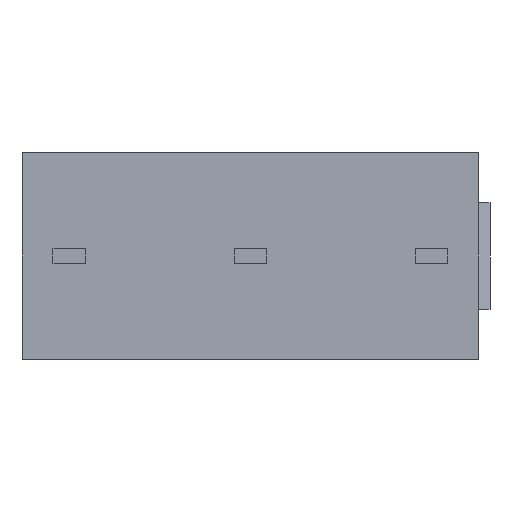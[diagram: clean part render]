
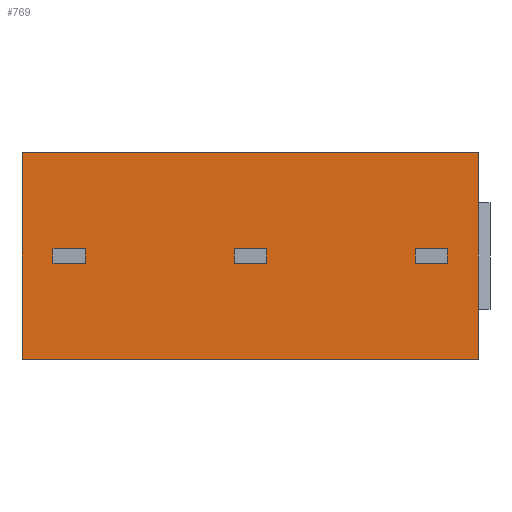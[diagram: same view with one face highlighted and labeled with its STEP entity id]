
A CAD part, front view. The second image highlights one B-rep face of the part: STEP entity #769.
In plain terms, the highlighted planar face has unit normal (0, -1, 0).
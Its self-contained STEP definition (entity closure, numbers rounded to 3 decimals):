
#26=FACE_BOUND('',#127,.T.);
#27=FACE_BOUND('',#128,.T.);
#28=FACE_BOUND('',#129,.T.);
#83=FACE_OUTER_BOUND('',#126,.T.);
#126=EDGE_LOOP('',(#590,#591,#592,#593));
#127=EDGE_LOOP('',(#594,#595,#596,#597));
#128=EDGE_LOOP('',(#598,#599,#600,#601));
#129=EDGE_LOOP('',(#602,#603,#604,#605));
#169=LINE('',#1115,#260);
#172=LINE('',#1120,#263);
#174=LINE('',#1125,#265);
#177=LINE('',#1130,#268);
#179=LINE('',#1135,#270);
#182=LINE('',#1141,#273);
#185=LINE('',#1146,#276);
#187=LINE('',#1149,#278);
#188=LINE('',#1152,#279);
#190=LINE('',#1155,#281);
#191=LINE('',#1157,#282);
#192=LINE('',#1159,#283);
#202=LINE('',#1197,#293);
#203=LINE('',#1199,#294);
#204=LINE('',#1201,#295);
#205=LINE('',#1202,#296);
#260=VECTOR('',#900,1000.);
#263=VECTOR('',#905,1000.);
#265=VECTOR('',#909,1000.);
#268=VECTOR('',#914,1000.);
#270=VECTOR('',#918,1000.);
#273=VECTOR('',#923,1000.);
#276=VECTOR('',#928,1000.);
#278=VECTOR('',#932,1000.);
#279=VECTOR('',#935,1000.);
#281=VECTOR('',#939,1000.);
#282=VECTOR('',#942,1000.);
#283=VECTOR('',#945,1000.);
#293=VECTOR('',#983,1000.);
#294=VECTOR('',#984,1000.);
#295=VECTOR('',#985,1000.);
#296=VECTOR('',#986,1000.);
#351=VERTEX_POINT('',#1113);
#352=VERTEX_POINT('',#1114);
#353=VERTEX_POINT('',#1119);
#354=VERTEX_POINT('',#1123);
#355=VERTEX_POINT('',#1124);
#356=VERTEX_POINT('',#1129);
#357=VERTEX_POINT('',#1133);
#358=VERTEX_POINT('',#1134);
#359=VERTEX_POINT('',#1139);
#360=VERTEX_POINT('',#1140);
#361=VERTEX_POINT('',#1145);
#362=VERTEX_POINT('',#1151);
#375=VERTEX_POINT('',#1195);
#376=VERTEX_POINT('',#1196);
#377=VERTEX_POINT('',#1198);
#378=VERTEX_POINT('',#1200);
#419=EDGE_CURVE('',#351,#352,#169,.T.);
#422=EDGE_CURVE('',#353,#351,#172,.T.);
#424=EDGE_CURVE('',#354,#355,#174,.T.);
#427=EDGE_CURVE('',#355,#356,#177,.T.);
#429=EDGE_CURVE('',#357,#358,#179,.T.);
#432=EDGE_CURVE('',#359,#360,#182,.T.);
#435=EDGE_CURVE('',#361,#353,#185,.T.);
#437=EDGE_CURVE('',#352,#361,#187,.T.);
#438=EDGE_CURVE('',#362,#354,#188,.T.);
#440=EDGE_CURVE('',#360,#357,#190,.T.);
#441=EDGE_CURVE('',#356,#362,#191,.T.);
#442=EDGE_CURVE('',#358,#359,#192,.T.);
#460=EDGE_CURVE('',#375,#376,#202,.T.);
#461=EDGE_CURVE('',#377,#376,#203,.T.);
#462=EDGE_CURVE('',#378,#377,#204,.T.);
#463=EDGE_CURVE('',#378,#375,#205,.T.);
#590=ORIENTED_EDGE('',*,*,#460,.T.);
#591=ORIENTED_EDGE('',*,*,#461,.F.);
#592=ORIENTED_EDGE('',*,*,#462,.F.);
#593=ORIENTED_EDGE('',*,*,#463,.T.);
#594=ORIENTED_EDGE('',*,*,#435,.F.);
#595=ORIENTED_EDGE('',*,*,#437,.F.);
#596=ORIENTED_EDGE('',*,*,#419,.F.);
#597=ORIENTED_EDGE('',*,*,#422,.F.);
#598=ORIENTED_EDGE('',*,*,#432,.F.);
#599=ORIENTED_EDGE('',*,*,#442,.F.);
#600=ORIENTED_EDGE('',*,*,#429,.F.);
#601=ORIENTED_EDGE('',*,*,#440,.F.);
#602=ORIENTED_EDGE('',*,*,#424,.F.);
#603=ORIENTED_EDGE('',*,*,#438,.F.);
#604=ORIENTED_EDGE('',*,*,#441,.F.);
#605=ORIENTED_EDGE('',*,*,#427,.F.);
#727=PLANE('',#848);
#769=ADVANCED_FACE('',(#83,#26,#27,#28),#727,.F.);
#848=AXIS2_PLACEMENT_3D('',#1194,#981,#982);
#900=DIRECTION('',(0.,0.,-1.));
#905=DIRECTION('',(-1.,0.,0.));
#909=DIRECTION('',(0.,0.,-1.));
#914=DIRECTION('',(1.,0.,0.));
#918=DIRECTION('',(0.,0.,1.));
#923=DIRECTION('',(0.,0.,-1.));
#928=DIRECTION('',(0.,0.,1.));
#932=DIRECTION('',(1.,0.,0.));
#935=DIRECTION('',(-1.,0.,0.));
#939=DIRECTION('',(1.,0.,0.));
#942=DIRECTION('',(0.,0.,1.));
#945=DIRECTION('',(-1.,0.,0.));
#981=DIRECTION('center_axis',(0.,1.,0.));
#982=DIRECTION('ref_axis',(-1.,0.,0.));
#983=DIRECTION('',(1.,0.,0.));
#984=DIRECTION('',(0.,0.,-1.));
#985=DIRECTION('',(1.,0.,0.));
#986=DIRECTION('',(0.,0.,-1.));
#1113=CARTESIAN_POINT('',(-8.78,-1.5,0.2));
#1114=CARTESIAN_POINT('',(-8.78,-1.5,-0.2));
#1115=CARTESIAN_POINT('',(-8.78,-1.5,0.2));
#1119=CARTESIAN_POINT('',(-7.88,-1.5,0.2));
#1120=CARTESIAN_POINT('',(-7.88,-1.5,0.2));
#1123=CARTESIAN_POINT('',(-3.7,-1.5,0.2));
#1124=CARTESIAN_POINT('',(-3.7,-1.5,-0.2));
#1125=CARTESIAN_POINT('',(-3.7,-1.5,0.2));
#1129=CARTESIAN_POINT('',(-2.8,-1.5,-0.2));
#1130=CARTESIAN_POINT('',(-3.7,-1.5,-0.2));
#1133=CARTESIAN_POINT('',(2.28,-1.5,-0.2));
#1134=CARTESIAN_POINT('',(2.28,-1.5,0.2));
#1135=CARTESIAN_POINT('',(2.28,-1.5,0.2));
#1139=CARTESIAN_POINT('',(1.38,-1.5,0.2));
#1140=CARTESIAN_POINT('',(1.38,-1.5,-0.2));
#1141=CARTESIAN_POINT('',(1.38,-1.5,0.2));
#1145=CARTESIAN_POINT('',(-7.88,-1.5,-0.2));
#1146=CARTESIAN_POINT('',(-7.88,-1.5,0.2));
#1149=CARTESIAN_POINT('',(-7.88,-1.5,-0.2));
#1151=CARTESIAN_POINT('',(-2.8,-1.5,0.2));
#1152=CARTESIAN_POINT('',(-3.7,-1.5,0.2));
#1155=CARTESIAN_POINT('',(1.38,-1.5,-0.2));
#1157=CARTESIAN_POINT('',(-2.8,-1.5,0.2));
#1159=CARTESIAN_POINT('',(1.38,-1.5,0.2));
#1194=CARTESIAN_POINT('Origin',(-9.65,-1.5,2.9));
#1195=CARTESIAN_POINT('',(-9.65,-1.5,-2.9));
#1196=CARTESIAN_POINT('',(3.15,-1.5,-2.9));
#1197=CARTESIAN_POINT('',(-9.65,-1.5,-2.9));
#1198=CARTESIAN_POINT('',(3.15,-1.5,2.9));
#1199=CARTESIAN_POINT('',(3.15,-1.5,2.9));
#1200=CARTESIAN_POINT('',(-9.65,-1.5,2.9));
#1201=CARTESIAN_POINT('',(-9.65,-1.5,2.9));
#1202=CARTESIAN_POINT('',(-9.65,-1.5,2.9));
